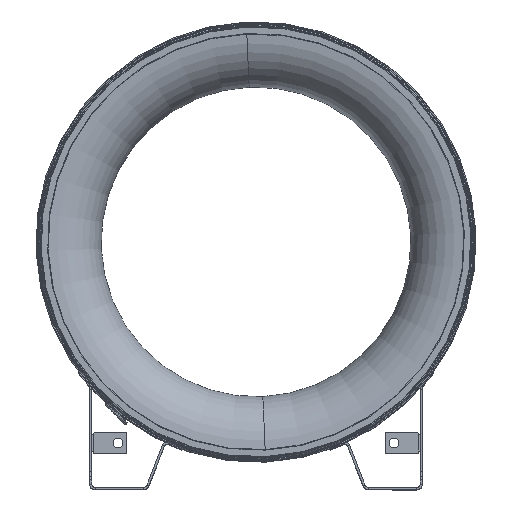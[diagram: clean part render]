
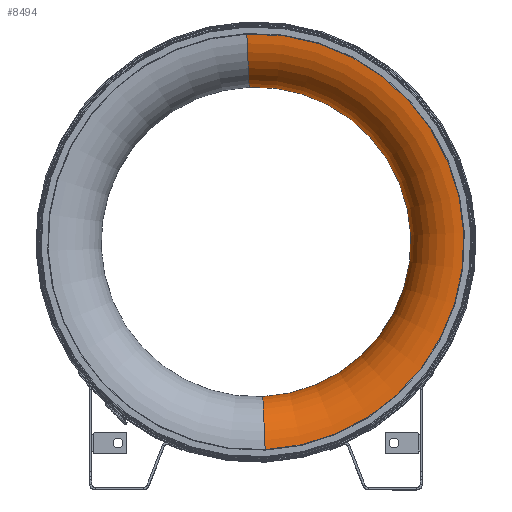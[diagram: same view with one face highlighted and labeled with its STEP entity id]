
A CAD part, top view. The second image highlights one B-rep face of the part: STEP entity #8494.
In plain terms, the highlighted toroidal (fillet/blend) face has major radius 192.5 mm and minor radius 49.5 mm.
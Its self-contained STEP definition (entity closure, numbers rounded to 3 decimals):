
#381 = DIRECTION ( 'NONE',  ( 0., 0., 1. ) ) ;
#481 = CARTESIAN_POINT ( 'NONE',  ( 0., 228.5, 187.497 ) ) ;
#709 = ORIENTED_EDGE ( 'NONE', *, *, #2075, .T. ) ;
#1338 = DIRECTION ( 'NONE',  ( 0.999, 0.044, 0. ) ) ;
#2075 = EDGE_CURVE ( 'NONE', #14263, #18838, #6095, .T. ) ;
#2949 = EDGE_LOOP ( 'NONE', ( #4868, #709, #18024, #8510 ) ) ;
#2986 = EDGE_CURVE ( 'NONE', #18838, #13790, #5967, .T. ) ;
#3030 = CARTESIAN_POINT ( 'NONE',  ( 8.497, 36.188, 138. ) ) ;
#3880 = DIRECTION ( 'NONE',  ( 0., 0., -1. ) ) ;
#4050 = EDGE_CURVE ( 'NONE', #14263, #8618, #17570, .T. ) ;
#4868 = ORIENTED_EDGE ( 'NONE', *, *, #4050, .F. ) ;
#5251 = DIRECTION ( 'NONE',  ( 0.044, -0.999, 0. ) ) ;
#5967 = CIRCLE ( 'NONE', #15844, 49.5 ) ;
#6023 = AXIS2_PLACEMENT_3D ( 'NONE', #481, #381, #13254 ) ;
#6095 = CIRCLE ( 'NONE', #17647, 143. ) ;
#6412 = DIRECTION ( 'NONE',  ( 0., 0., -1. ) ) ;
#8494 = ADVANCED_FACE ( 'NONE', ( #11961 ), #19440, .T. ) ;
#8510 = ORIENTED_EDGE ( 'NONE', *, *, #15373, .T. ) ;
#8618 = VERTEX_POINT ( 'NONE', #20290 ) ;
#8678 = CARTESIAN_POINT ( 'NONE',  ( 6.312, 85.639, 138. ) ) ;
#10980 = DIRECTION ( 'NONE',  ( -0.999, -0.044, 0. ) ) ;
#11090 = CARTESIAN_POINT ( 'NONE',  ( -8.497, 420.812, 138. ) ) ;
#11562 = CARTESIAN_POINT ( 'NONE',  ( 8.475, 36.687, 187.497 ) ) ;
#11961 = FACE_OUTER_BOUND ( 'NONE', #2949, .T. ) ;
#12104 = AXIS2_PLACEMENT_3D ( 'NONE', #11090, #10980, #20909 ) ;
#12267 = AXIS2_PLACEMENT_3D ( 'NONE', #19874, #3880, #5251 ) ;
#13254 = DIRECTION ( 'NONE',  ( 0.044, -0.999, 0. ) ) ;
#13790 = VERTEX_POINT ( 'NONE', #11562 ) ;
#14263 = VERTEX_POINT ( 'NONE', #17856 ) ;
#14839 = DIRECTION ( 'NONE',  ( 0.044, -0.999, 0. ) ) ;
#15373 = EDGE_CURVE ( 'NONE', #13790, #8618, #18287, .T. ) ;
#15844 = AXIS2_PLACEMENT_3D ( 'NONE', #3030, #1338, #20508 ) ;
#17570 = CIRCLE ( 'NONE', #12104, 49.5 ) ;
#17647 = AXIS2_PLACEMENT_3D ( 'NONE', #19753, #6412, #14839 ) ;
#17856 = CARTESIAN_POINT ( 'NONE',  ( -6.312, 371.361, 138. ) ) ;
#18024 = ORIENTED_EDGE ( 'NONE', *, *, #2986, .T. ) ;
#18287 = CIRCLE ( 'NONE', #6023, 192. ) ;
#18838 = VERTEX_POINT ( 'NONE', #8678 ) ;
#19440 = TOROIDAL_SURFACE ( 'NONE', #12267, 192.5, 49.5 ) ;
#19753 = CARTESIAN_POINT ( 'NONE',  ( 0., 228.5, 138. ) ) ;
#19874 = CARTESIAN_POINT ( 'NONE',  ( 0., 228.5, 138. ) ) ;
#20290 = CARTESIAN_POINT ( 'NONE',  ( -8.475, 420.313, 187.497 ) ) ;
#20508 = DIRECTION ( 'NONE',  ( -0.044, 0.999, 0. ) ) ;
#20909 = DIRECTION ( 'NONE',  ( 0.044, -0.999, 0. ) ) ;
